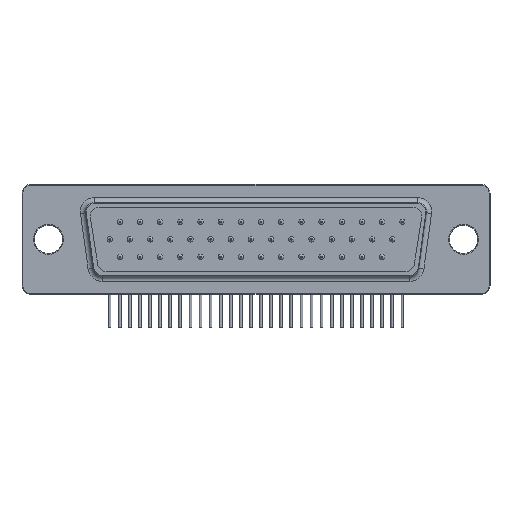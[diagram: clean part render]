
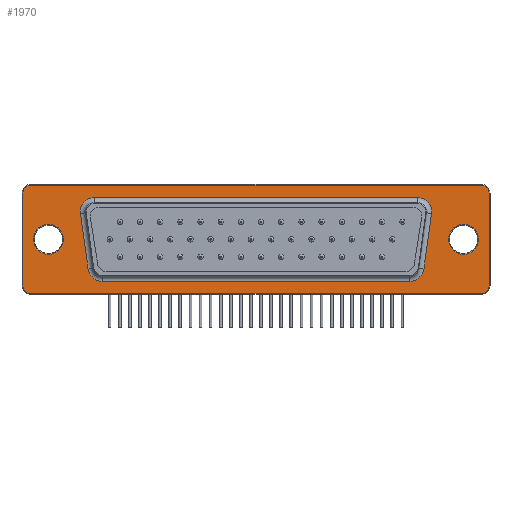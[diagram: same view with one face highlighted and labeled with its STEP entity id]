
A CAD part, front view. The second image highlights one B-rep face of the part: STEP entity #1970.
In plain terms, the highlighted planar face has unit normal (0, -1, 0).
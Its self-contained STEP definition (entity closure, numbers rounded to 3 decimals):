
#29=DIRECTION('',(0.,-1.,0.));
#30=DIRECTION('',(0.,0.,1.));
#45=DIRECTION('',(0.991,0.,-0.137));
#60=DIRECTION('',(0.,0.,-1.));
#66=VECTOR('',#67,1.);
#67=DIRECTION('',(1.,0.,0.));
#75=DIRECTION('',(-0.991,0.,-0.137));
#119=VECTOR('',#120,1.);
#120=DIRECTION('',(-1.,0.,0.));
#171=DIRECTION('',(0.,1.,0.));
#462=CARTESIAN_POINT('',(-2.875,-13.66,9.4));
#492=VECTOR('',#493,1.);
#493=DIRECTION('',(-0.137,0.,0.991));
#514=CARTESIAN_POINT('',(33.79,-13.66,9.4));
#529=DIRECTION('',(0.,0.,-1.));
#533=CARTESIAN_POINT('',(-2.006,-13.66,3.1));
#546=VECTOR('',#547,1.);
#547=DIRECTION('',(-0.137,0.,-0.991));
#577=CARTESIAN_POINT('',(32.921,-13.66,3.1));
#991=VERTEX_POINT('',#992);
#992=CARTESIAN_POINT('',(-4.46,-13.66,9.181));
#1000=VERTEX_POINT('',#1001);
#1001=CARTESIAN_POINT('',(-2.875,-13.66,11.));
#1008=EDGE_CURVE('',#991,#1000,#1009,.T.);
#1009=CIRCLE('',#1010,1.6);
#1010=AXIS2_PLACEMENT_3D('',#462,#171,#75);
#1016=ORIENTED_EDGE('',*,*,#1017,.T.);
#1017=EDGE_CURVE('',#1000,#1018,#1020,.T.);
#1018=VERTEX_POINT('',#1019);
#1019=CARTESIAN_POINT('',(33.79,-13.66,11.));
#1020=LINE('',#1001,#66);
#1033=VERTEX_POINT('',#1034);
#1034=CARTESIAN_POINT('',(-3.591,-13.66,2.881));
#1038=ORIENTED_EDGE('',*,*,#1039,.T.);
#1039=EDGE_CURVE('',#1033,#991,#1040,.T.);
#1040=LINE('',#1034,#492);
#1048=VERTEX_POINT('',#1049);
#1049=CARTESIAN_POINT('',(35.375,-13.66,9.181));
#1054=EDGE_CURVE('',#1018,#1048,#1055,.T.);
#1055=CIRCLE('',#1056,1.6);
#1056=AXIS2_PLACEMENT_3D('',#514,#171,#30);
#1064=VERTEX_POINT('',#1065);
#1065=CARTESIAN_POINT('',(-2.006,-13.66,1.5));
#1070=EDGE_CURVE('',#1064,#1033,#1071,.T.);
#1071=CIRCLE('',#1072,1.6);
#1072=AXIS2_PLACEMENT_3D('',#533,#171,#529);
#1078=ORIENTED_EDGE('',*,*,#1079,.T.);
#1079=EDGE_CURVE('',#1048,#1080,#1082,.T.);
#1080=VERTEX_POINT('',#1081);
#1081=CARTESIAN_POINT('',(34.506,-13.66,2.881));
#1082=LINE('',#1049,#546);
#1096=VERTEX_POINT('',#1097);
#1097=CARTESIAN_POINT('',(32.921,-13.66,1.5));
#1101=ORIENTED_EDGE('',*,*,#1102,.T.);
#1102=EDGE_CURVE('',#1096,#1064,#1103,.T.);
#1103=LINE('',#1097,#119);
#1110=EDGE_CURVE('',#1080,#1096,#1111,.T.);
#1111=CIRCLE('',#1112,1.6);
#1112=AXIS2_PLACEMENT_3D('',#577,#171,#45);
#1970=ADVANCED_FACE('',(#1971,#1977,#2029,#2038),#2047,.T.);
#1971=FACE_BOUND('',#1972,.T.);
#1972=EDGE_LOOP('',(#1973,#1101,#1974,#1038,#1975,#1016,#1976,#1078));
#1973=ORIENTED_EDGE('',*,*,#1110,.T.);
#1974=ORIENTED_EDGE('',*,*,#1070,.T.);
#1975=ORIENTED_EDGE('',*,*,#1008,.T.);
#1976=ORIENTED_EDGE('',*,*,#1054,.T.);
#1977=FACE_BOUND('',#1978,.T.);
#1978=EDGE_LOOP('',(#1979,#1988,#1994,#2001,#2006,#2013,#2019,#2026));
#1979=ORIENTED_EDGE('',*,*,#1980,.T.);
#1980=EDGE_CURVE('',#1981,#1983,#1985,.T.);
#1981=VERTEX_POINT('',#1982);
#1982=CARTESIAN_POINT('',(-10.093,-13.66,12.4));
#1983=VERTEX_POINT('',#1984);
#1984=CARTESIAN_POINT('',(-10.993,-13.66,11.5));
#1985=CIRCLE('',#1986,0.9);
#1986=AXIS2_PLACEMENT_3D('',#1987,#29,#30);
#1987=CARTESIAN_POINT('',(-10.093,-13.66,11.5));
#1988=ORIENTED_EDGE('',*,*,#1989,.T.);
#1989=EDGE_CURVE('',#1983,#1990,#1992,.T.);
#1990=VERTEX_POINT('',#1991);
#1991=CARTESIAN_POINT('',(-10.993,-13.66,1.));
#1992=LINE('',#1984,#1993);
#1993=VECTOR('',#60,1.);
#1994=ORIENTED_EDGE('',*,*,#1995,.T.);
#1995=EDGE_CURVE('',#1990,#1996,#1998,.T.);
#1996=VERTEX_POINT('',#1997);
#1997=CARTESIAN_POINT('',(-10.093,-13.66,0.1));
#1998=CIRCLE('',#1999,0.9);
#1999=AXIS2_PLACEMENT_3D('',#2000,#29,#120);
#2000=CARTESIAN_POINT('',(-10.093,-13.66,1.));
#2001=ORIENTED_EDGE('',*,*,#2002,.T.);
#2002=EDGE_CURVE('',#1996,#2003,#2005,.T.);
#2003=VERTEX_POINT('',#2004);
#2004=CARTESIAN_POINT('',(41.008,-13.66,0.1));
#2005=LINE('',#1997,#66);
#2006=ORIENTED_EDGE('',*,*,#2007,.T.);
#2007=EDGE_CURVE('',#2003,#2008,#2010,.T.);
#2008=VERTEX_POINT('',#2009);
#2009=CARTESIAN_POINT('',(41.908,-13.66,1.));
#2010=CIRCLE('',#2011,0.9);
#2011=AXIS2_PLACEMENT_3D('',#2012,#29,#60);
#2012=CARTESIAN_POINT('',(41.008,-13.66,1.));
#2013=ORIENTED_EDGE('',*,*,#2014,.T.);
#2014=EDGE_CURVE('',#2008,#2015,#2017,.T.);
#2015=VERTEX_POINT('',#2016);
#2016=CARTESIAN_POINT('',(41.908,-13.66,11.5));
#2017=LINE('',#2009,#2018);
#2018=VECTOR('',#30,1.);
#2019=ORIENTED_EDGE('',*,*,#2020,.T.);
#2020=EDGE_CURVE('',#2015,#2021,#2023,.T.);
#2021=VERTEX_POINT('',#2022);
#2022=CARTESIAN_POINT('',(41.008,-13.66,12.4));
#2023=CIRCLE('',#2024,0.9);
#2024=AXIS2_PLACEMENT_3D('',#2025,#29,#67);
#2025=CARTESIAN_POINT('',(41.008,-13.66,11.5));
#2026=ORIENTED_EDGE('',*,*,#2027,.T.);
#2027=EDGE_CURVE('',#2021,#1981,#2028,.T.);
#2028=LINE('',#2022,#119);
#2029=FACE_BOUND('',#2030,.T.);
#2030=EDGE_LOOP('',(#2031));
#2031=ORIENTED_EDGE('',*,*,#2032,.F.);
#2032=EDGE_CURVE('',#2033,#2033,#2035,.T.);
#2033=VERTEX_POINT('',#2034);
#2034=CARTESIAN_POINT('',(-6.393,-13.66,6.25));
#2035=CIRCLE('',#2036,1.7);
#2036=AXIS2_PLACEMENT_3D('',#2037,#29,#67);
#2037=CARTESIAN_POINT('',(-8.093,-13.66,6.25));
#2038=FACE_BOUND('',#2039,.T.);
#2039=EDGE_LOOP('',(#2040));
#2040=ORIENTED_EDGE('',*,*,#2041,.F.);
#2041=EDGE_CURVE('',#2042,#2042,#2044,.T.);
#2042=VERTEX_POINT('',#2043);
#2043=CARTESIAN_POINT('',(40.708,-13.66,6.25));
#2044=CIRCLE('',#2045,1.7);
#2045=AXIS2_PLACEMENT_3D('',#2046,#29,#67);
#2046=CARTESIAN_POINT('',(39.008,-13.66,6.25));
#2047=PLANE('',#2048);
#2048=AXIS2_PLACEMENT_3D('',#2049,#29,#67);
#2049=CARTESIAN_POINT('',(15.458,-13.66,6.25));
